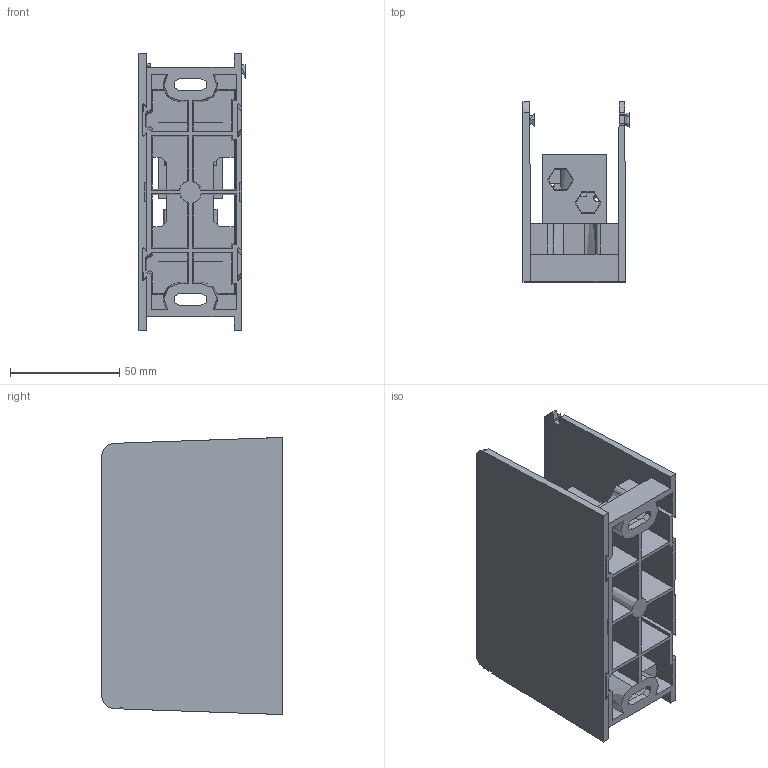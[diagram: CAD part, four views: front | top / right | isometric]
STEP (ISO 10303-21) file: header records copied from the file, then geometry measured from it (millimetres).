
FILE_DESCRIPTION (( 'STEP AP214' ), '1' );
FILE_NAME ('701956rev-1P.STEP', '2015-06-18T15:25:46', ( '' ), ( '' ), 'SwSTEP 2.0', 'SolidWorks 2014', '' );
FILE_SCHEMA (( 'AUTOMOTIVE_DESIGN' ));
Length unit declared in the file: inch
Products named in the file (1): 701956rev-1P
Bounding box: 48.6 x 82.55 x 127.01 mm (x, y, z)
Topology: 0 solids, 17 shells, 366 faces, 1213 edges, 830 vertices
Faces by surface type: plane 195, cylinder 89, cone 82
Entity records: 21961 total; most frequent: CARTESIAN_POINT 7304, ORIENTED_EDGE 1998, DIRECTION 1858, EDGE_CURVE 1198, VERTEX_POINT 830, VECTOR 700, LINE 700, AXIS2_PLACEMENT_3D 579
